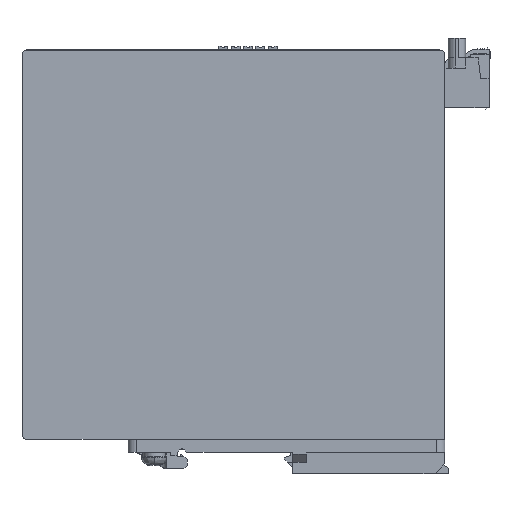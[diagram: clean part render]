
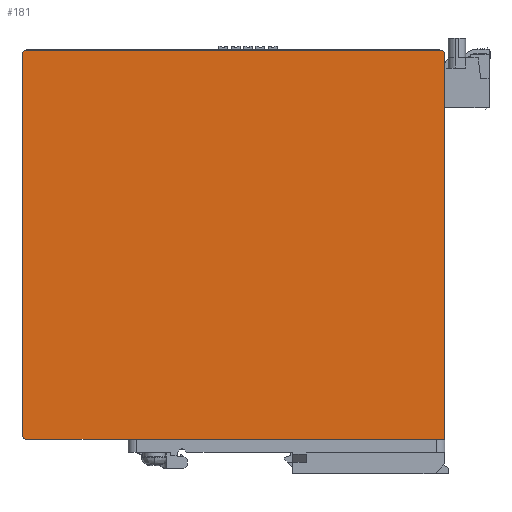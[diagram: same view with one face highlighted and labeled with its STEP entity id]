
A CAD part, left-side view. The second image highlights one B-rep face of the part: STEP entity #181.
In plain terms, the highlighted planar face has unit normal (-1, 0, 0).
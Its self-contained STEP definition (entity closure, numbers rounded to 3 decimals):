
#55=AXIS2_PLACEMENT_3D('Circle Axis2P3D',#53,#54,$) ;
#130=AXIS2_PLACEMENT_3D('Plane Axis2P3D',#127,#128,#129) ;
#134=AXIS2_PLACEMENT_3D('Circle Axis2P3D',#132,#133,$) ;
#162=AXIS2_PLACEMENT_3D('Circle Axis2P3D',#160,#161,$) ;
#50=CARTESIAN_POINT('Vertex',(0.,15.125,130.15)) ;
#53=CARTESIAN_POINT('Axis2P3D Location',(0.,15.125,128.65)) ;
#57=CARTESIAN_POINT('Vertex',(0.,13.625,128.65)) ;
#127=CARTESIAN_POINT('Axis2P3D Location',(0.,12.425,10.45)) ;
#132=CARTESIAN_POINT('Axis2P3D Location',(0.,142.125,11.95)) ;
#136=CARTESIAN_POINT('Vertex',(0.,142.125,10.45)) ;
#138=CARTESIAN_POINT('Vertex',(0.,143.625,11.95)) ;
#141=CARTESIAN_POINT('Line Origine',(0.,77.875,10.45)) ;
#145=CARTESIAN_POINT('Vertex',(0.,13.625,10.45)) ;
#148=CARTESIAN_POINT('Line Origine',(0.,13.625,69.55)) ;
#153=CARTESIAN_POINT('Line Origine',(0.,78.625,130.15)) ;
#157=CARTESIAN_POINT('Vertex',(0.,142.125,130.15)) ;
#160=CARTESIAN_POINT('Axis2P3D Location',(0.,142.125,128.65)) ;
#164=CARTESIAN_POINT('Vertex',(0.,143.625,128.65)) ;
#167=CARTESIAN_POINT('Line Origine',(0.,143.625,70.3)) ;
#54=DIRECTION('Axis2P3D Direction',(1.,0.,0.)) ;
#128=DIRECTION('Axis2P3D Direction',(1.,0.,0.)) ;
#129=DIRECTION('Axis2P3D XDirection',(0.,0.,-1.)) ;
#133=DIRECTION('Axis2P3D Direction',(1.,0.,0.)) ;
#142=DIRECTION('Vector Direction',(0.,1.,0.)) ;
#149=DIRECTION('Vector Direction',(0.,0.,1.)) ;
#154=DIRECTION('Vector Direction',(0.,-1.,0.)) ;
#161=DIRECTION('Axis2P3D Direction',(1.,0.,0.)) ;
#168=DIRECTION('Vector Direction',(0.,0.,-1.)) ;
#143=VECTOR('Line Direction',#142,1.) ;
#150=VECTOR('Line Direction',#149,1.) ;
#155=VECTOR('Line Direction',#154,1.) ;
#169=VECTOR('Line Direction',#168,1.) ;
#173=ORIENTED_EDGE('',*,*,#140,.F.) ;
#174=ORIENTED_EDGE('',*,*,#147,.F.) ;
#175=ORIENTED_EDGE('',*,*,#152,.F.) ;
#176=ORIENTED_EDGE('',*,*,#59,.F.) ;
#177=ORIENTED_EDGE('',*,*,#159,.F.) ;
#178=ORIENTED_EDGE('',*,*,#166,.F.) ;
#179=ORIENTED_EDGE('',*,*,#171,.F.) ;
#181=ADVANCED_FACE('240W',(#180),#131,.F.) ;
#56=CIRCLE('generated circle',#55,1.5) ;
#135=CIRCLE('generated circle',#134,1.5) ;
#163=CIRCLE('generated circle',#162,1.5) ;
#59=EDGE_CURVE('',#51,#58,#56,.T.) ;
#140=EDGE_CURVE('',#137,#139,#135,.T.) ;
#147=EDGE_CURVE('',#146,#137,#144,.T.) ;
#152=EDGE_CURVE('',#58,#146,#151,.F.) ;
#159=EDGE_CURVE('',#158,#51,#156,.T.) ;
#166=EDGE_CURVE('',#165,#158,#163,.T.) ;
#171=EDGE_CURVE('',#139,#165,#170,.F.) ;
#172=EDGE_LOOP('',(#173,#174,#175,#176,#177,#178,#179)) ;
#180=FACE_OUTER_BOUND('',#172,.T.) ;
#144=LINE('Line',#141,#143) ;
#151=LINE('Line',#148,#150) ;
#156=LINE('Line',#153,#155) ;
#170=LINE('Line',#167,#169) ;
#131=PLANE('',#130) ;
#51=VERTEX_POINT('',#50) ;
#58=VERTEX_POINT('',#57) ;
#137=VERTEX_POINT('',#136) ;
#139=VERTEX_POINT('',#138) ;
#146=VERTEX_POINT('',#145) ;
#158=VERTEX_POINT('',#157) ;
#165=VERTEX_POINT('',#164) ;
